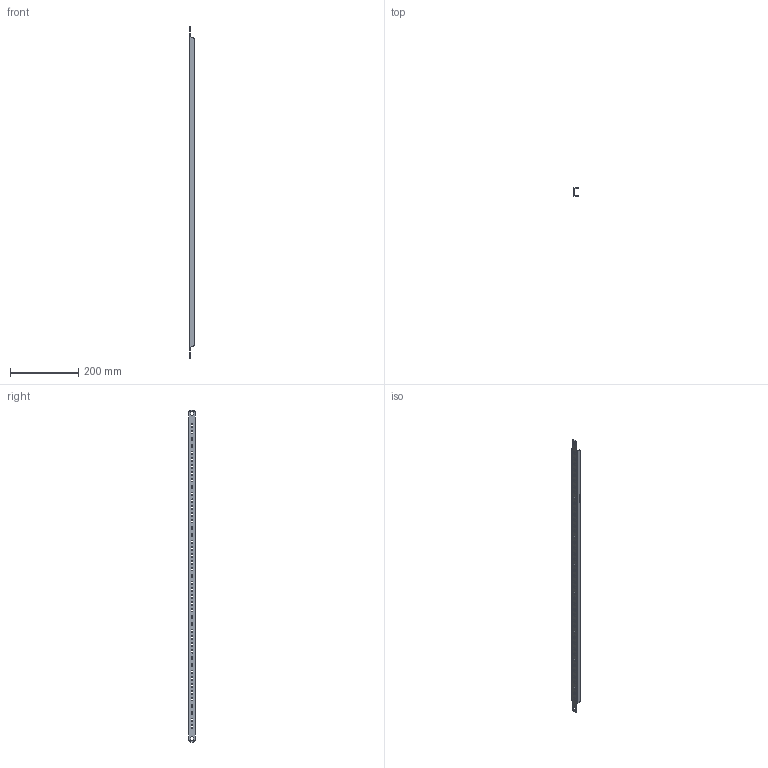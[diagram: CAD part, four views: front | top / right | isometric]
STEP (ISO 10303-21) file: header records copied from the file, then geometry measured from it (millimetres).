
FILE_DESCRIPTION (( 'STEP AP214' ), '1' );
FILE_NAME ('Ðåéêà ìîíòàæíàÿ äëÿ êàáåëÿ À 970.STEP', '2022-03-31T13:43:12', ( '' ), ( '' ), 'SwSTEP 2.0', 'SolidWorks 2017', '' );
FILE_SCHEMA (( 'AUTOMOTIVE_DESIGN' ));
Length unit declared in the file: millimetre
Products named in the file (1): Ðåéêà ìîíòàæíàÿ äëÿ êàáåëÿ À 970
Bounding box: 12 x 22 x 970 mm (x, y, z)
Volume: 46957 mm3; surface area: 79575 mm2
Topology: 1 solids, 1 shells, 263 faces, 779 edges, 518 vertices
Faces by surface type: cylinder 149, plane 114
Entity records: 9121 total; most frequent: DIRECTION 1605, CARTESIAN_POINT 1561, ORIENTED_EDGE 1558, EDGE_CURVE 779, AXIS2_PLACEMENT_3D 562, VERTEX_POINT 518, VECTOR 481, LINE 481
